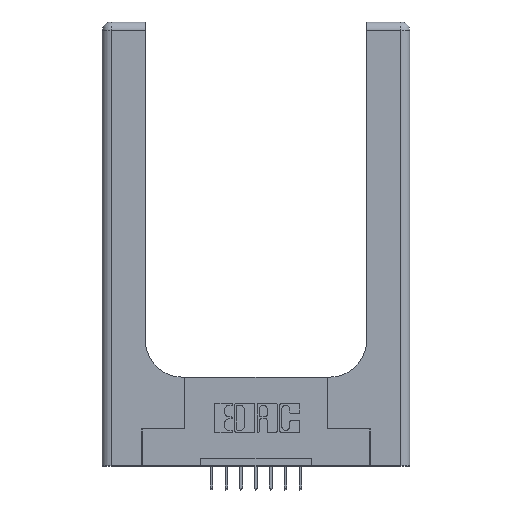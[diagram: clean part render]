
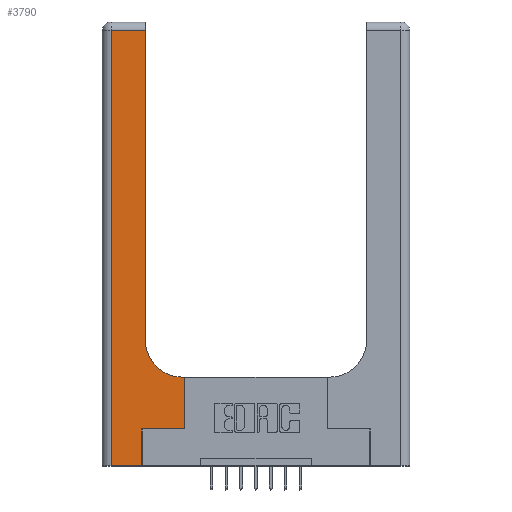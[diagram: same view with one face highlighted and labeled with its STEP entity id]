
A CAD part, top view. The second image highlights one B-rep face of the part: STEP entity #3790.
In plain terms, the highlighted planar face has unit normal (0, 0, 1).
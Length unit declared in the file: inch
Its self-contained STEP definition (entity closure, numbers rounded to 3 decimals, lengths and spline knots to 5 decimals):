
#27 = LINE ( 'NONE', #4395, #11276 ) ;
#262 = VECTOR ( 'NONE', #12234, 39.37008 ) ;
#952 = DIRECTION ( 'NONE',  ( -1., 0., 0. ) ) ;
#1054 = ORIENTED_EDGE ( 'NONE', *, *, #6053, .T. ) ;
#1098 = VERTEX_POINT ( 'NONE', #10888 ) ;
#1180 = VECTOR ( 'NONE', #4737, 39.37008 ) ;
#1683 = VERTEX_POINT ( 'NONE', #5383 ) ;
#1707 = LINE ( 'NONE', #8714, #7222 ) ;
#1728 = AXIS2_PLACEMENT_3D ( 'NONE', #12494, #13725, #952 ) ;
#2846 = EDGE_CURVE ( 'NONE', #4730, #1098, #3778, .T. ) ;
#2902 = CARTESIAN_POINT ( 'NONE',  ( 0.5415, 0.6, 0.37 ) ) ;
#2938 = VECTOR ( 'NONE', #12679, 39.37008 ) ;
#3149 = VECTOR ( 'NONE', #8050, 39.37008 ) ;
#3254 = CARTESIAN_POINT ( 'NONE',  ( 0.269, 0., 0.37 ) ) ;
#3433 = VECTOR ( 'NONE', #10423, 39.37008 ) ;
#3719 = EDGE_CURVE ( 'NONE', #9270, #4730, #10551, .T. ) ;
#3778 = LINE ( 'NONE', #5084, #262 ) ;
#3785 = EDGE_CURVE ( 'NONE', #11076, #8259, #27, .T. ) ;
#3790 = ADVANCED_FACE ( 'NONE', ( #13099 ), #11324, .F. ) ;
#3925 = EDGE_CURVE ( 'NONE', #1098, #13853, #1707, .T. ) ;
#3951 = CARTESIAN_POINT ( 'NONE',  ( 0.06, 2.94, 0.37 ) ) ;
#3990 = DIRECTION ( 'NONE',  ( -1., 0., 0. ) ) ;
#4395 = CARTESIAN_POINT ( 'NONE',  ( 0.269, 0., 0.37 ) ) ;
#4478 = CARTESIAN_POINT ( 'NONE',  ( 0.5585, 0.25, 0.37 ) ) ;
#4730 = VERTEX_POINT ( 'NONE', #12319 ) ;
#4737 = DIRECTION ( 'NONE',  ( 1., 0., 0. ) ) ;
#4801 = CARTESIAN_POINT ( 'NONE',  ( 0.5585, 0.25, 0.37 ) ) ;
#5084 = CARTESIAN_POINT ( 'NONE',  ( 0.2915, 3., 0.37 ) ) ;
#5106 = LINE ( 'NONE', #14270, #1180 ) ;
#5383 = CARTESIAN_POINT ( 'NONE',  ( 0.06, 0., 0.37 ) ) ;
#5599 = CARTESIAN_POINT ( 'NONE',  ( 0.5415, 0.85, 0.37 ) ) ;
#5674 = DIRECTION ( 'NONE',  ( 0., -1., 0. ) ) ;
#5733 = LINE ( 'NONE', #13739, #3149 ) ;
#6053 = EDGE_CURVE ( 'NONE', #10860, #9270, #11896, .T. ) ;
#6445 = ORIENTED_EDGE ( 'NONE', *, *, #12240, .T. ) ;
#6750 = DIRECTION ( 'NONE',  ( 0., 0., -1. ) ) ;
#6805 = EDGE_CURVE ( 'NONE', #8259, #11195, #5106, .T. ) ;
#7219 = ORIENTED_EDGE ( 'NONE', *, *, #3785, .T. ) ;
#7222 = VECTOR ( 'NONE', #3990, 39.37008 ) ;
#7692 = CARTESIAN_POINT ( 'NONE',  ( 0.5585, 0.6, 0.37 ) ) ;
#7740 = ORIENTED_EDGE ( 'NONE', *, *, #3925, .T. ) ;
#7851 = EDGE_LOOP ( 'NONE', ( #14184, #7740, #9909, #6445, #7219, #14158, #9446, #1054, #10327 ) ) ;
#7947 = LINE ( 'NONE', #8068, #12887 ) ;
#8050 = DIRECTION ( 'NONE',  ( 1., 0., 0. ) ) ;
#8068 = CARTESIAN_POINT ( 'NONE',  ( 0.06, 3., 0.37 ) ) ;
#8259 = VERTEX_POINT ( 'NONE', #9960 ) ;
#8634 = LINE ( 'NONE', #4478, #2938 ) ;
#8714 = CARTESIAN_POINT ( 'NONE',  ( 0., 2.94, 0.37 ) ) ;
#9270 = VERTEX_POINT ( 'NONE', #2902 ) ;
#9446 = ORIENTED_EDGE ( 'NONE', *, *, #12950, .T. ) ;
#9909 = ORIENTED_EDGE ( 'NONE', *, *, #11582, .T. ) ;
#9960 = CARTESIAN_POINT ( 'NONE',  ( 0.269, 0.25, 0.37 ) ) ;
#10091 = DIRECTION ( 'NONE',  ( 1., 0., 0. ) ) ;
#10327 = ORIENTED_EDGE ( 'NONE', *, *, #3719, .T. ) ;
#10383 = CARTESIAN_POINT ( 'NONE',  ( 0.2915, 0.6, 0.37 ) ) ;
#10423 = DIRECTION ( 'NONE',  ( -1., 0., 0. ) ) ;
#10551 = CIRCLE ( 'NONE', #12541, 0.25 ) ;
#10860 = VERTEX_POINT ( 'NONE', #7692 ) ;
#10888 = CARTESIAN_POINT ( 'NONE',  ( 0.2915, 2.94, 0.37 ) ) ;
#11076 = VERTEX_POINT ( 'NONE', #3254 ) ;
#11195 = VERTEX_POINT ( 'NONE', #4801 ) ;
#11276 = VECTOR ( 'NONE', #12644, 39.37008 ) ;
#11324 = PLANE ( 'NONE',  #1728 ) ;
#11582 = EDGE_CURVE ( 'NONE', #13853, #1683, #7947, .T. ) ;
#11896 = LINE ( 'NONE', #10383, #3433 ) ;
#12234 = DIRECTION ( 'NONE',  ( 0., 1., 0. ) ) ;
#12240 = EDGE_CURVE ( 'NONE', #1683, #11076, #5733, .T. ) ;
#12319 = CARTESIAN_POINT ( 'NONE',  ( 0.2915, 0.85, 0.37 ) ) ;
#12494 = CARTESIAN_POINT ( 'NONE',  ( 0., 3., 0.37 ) ) ;
#12541 = AXIS2_PLACEMENT_3D ( 'NONE', #5599, #6750, #10091 ) ;
#12644 = DIRECTION ( 'NONE',  ( 0., 1., 0. ) ) ;
#12679 = DIRECTION ( 'NONE',  ( 0., 1., 0. ) ) ;
#12887 = VECTOR ( 'NONE', #5674, 39.37008 ) ;
#12950 = EDGE_CURVE ( 'NONE', #11195, #10860, #8634, .T. ) ;
#13099 = FACE_OUTER_BOUND ( 'NONE', #7851, .T. ) ;
#13725 = DIRECTION ( 'NONE',  ( 0., 0., -1. ) ) ;
#13739 = CARTESIAN_POINT ( 'NONE',  ( 0., 0., 0.37 ) ) ;
#13853 = VERTEX_POINT ( 'NONE', #3951 ) ;
#14158 = ORIENTED_EDGE ( 'NONE', *, *, #6805, .T. ) ;
#14184 = ORIENTED_EDGE ( 'NONE', *, *, #2846, .T. ) ;
#14270 = CARTESIAN_POINT ( 'NONE',  ( 0.269, 0.25, 0.37 ) ) ;
